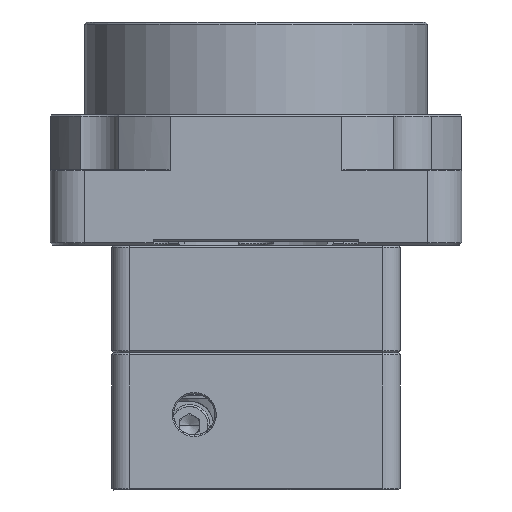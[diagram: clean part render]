
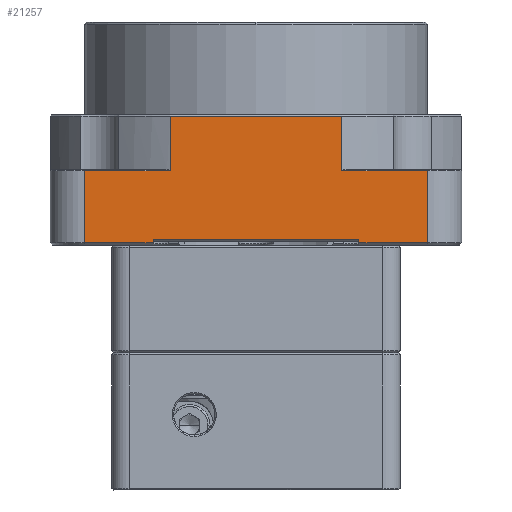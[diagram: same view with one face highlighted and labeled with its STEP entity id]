
A CAD part, left-side view. The second image highlights one B-rep face of the part: STEP entity #21257.
In plain terms, the highlighted planar face has unit normal (1, 0, 0).
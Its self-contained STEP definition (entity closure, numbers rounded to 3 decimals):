
#800=PLANE('',#51695);
#21257=ADVANCED_FACE('',(#22841),#800,.T.);
#22841=FACE_OUTER_BOUND('',#24280,.T.);
#24280=EDGE_LOOP('',(#34829,#34830,#34831,#34832,#34833,#34834,#34835,#34836,
#34837,#34838,#34839,#34840));
#25996=LINE('',#79500,#27734);
#25997=LINE('',#79502,#27735);
#25998=LINE('',#79505,#27736);
#25999=LINE('',#79507,#27737);
#26000=LINE('',#79509,#27738);
#26001=LINE('',#79511,#27739);
#26002=LINE('',#79513,#27740);
#26003=LINE('',#79515,#27741);
#26004=LINE('',#79517,#27742);
#26005=LINE('',#79519,#27743);
#26006=LINE('',#79520,#27744);
#26007=LINE('',#79522,#27745);
#27734=VECTOR('',#58817,1.);
#27735=VECTOR('',#58820,1.);
#27736=VECTOR('',#58821,1.);
#27737=VECTOR('',#58822,1.);
#27738=VECTOR('',#58823,1.);
#27739=VECTOR('',#58824,1.);
#27740=VECTOR('',#58825,1.);
#27741=VECTOR('',#58826,1.);
#27742=VECTOR('',#58827,1.);
#27743=VECTOR('',#58828,1.);
#27744=VECTOR('',#58829,1.);
#27745=VECTOR('',#58830,1.);
#34829=ORIENTED_EDGE('',*,*,#46414,.T.);
#34830=ORIENTED_EDGE('',*,*,#46415,.F.);
#34831=ORIENTED_EDGE('',*,*,#46416,.T.);
#34832=ORIENTED_EDGE('',*,*,#46417,.F.);
#34833=ORIENTED_EDGE('',*,*,#46418,.T.);
#34834=ORIENTED_EDGE('',*,*,#46419,.F.);
#34835=ORIENTED_EDGE('',*,*,#46420,.F.);
#34836=ORIENTED_EDGE('',*,*,#46421,.F.);
#34837=ORIENTED_EDGE('',*,*,#46422,.T.);
#34838=ORIENTED_EDGE('',*,*,#46413,.F.);
#34839=ORIENTED_EDGE('',*,*,#46423,.T.);
#34840=ORIENTED_EDGE('',*,*,#46424,.F.);
#41050=VERTEX_POINT('',#79497);
#41051=VERTEX_POINT('',#79499);
#41052=VERTEX_POINT('',#79503);
#41053=VERTEX_POINT('',#79504);
#41054=VERTEX_POINT('',#79506);
#41055=VERTEX_POINT('',#79508);
#41056=VERTEX_POINT('',#79510);
#41057=VERTEX_POINT('',#79512);
#41058=VERTEX_POINT('',#79514);
#41059=VERTEX_POINT('',#79516);
#41060=VERTEX_POINT('',#79518);
#41061=VERTEX_POINT('',#79521);
#46413=EDGE_CURVE('',#41051,#41050,#25996,.T.);
#46414=EDGE_CURVE('',#41052,#41053,#25997,.T.);
#46415=EDGE_CURVE('',#41054,#41053,#25998,.T.);
#46416=EDGE_CURVE('',#41054,#41055,#25999,.T.);
#46417=EDGE_CURVE('',#41056,#41055,#26000,.T.);
#46418=EDGE_CURVE('',#41056,#41057,#26001,.T.);
#46419=EDGE_CURVE('',#41058,#41057,#26002,.T.);
#46420=EDGE_CURVE('',#41059,#41058,#26003,.T.);
#46421=EDGE_CURVE('',#41060,#41059,#26004,.T.);
#46422=EDGE_CURVE('',#41060,#41050,#26005,.T.);
#46423=EDGE_CURVE('',#41051,#41061,#26006,.T.);
#46424=EDGE_CURVE('',#41052,#41061,#26007,.T.);
#51695=AXIS2_PLACEMENT_3D('',#79523,#58831,#58832);
#58817=DIRECTION('',(0.,0.,-1.));
#58820=DIRECTION('',(0.,-1.,0.));
#58821=DIRECTION('',(0.,0.,1.));
#58822=DIRECTION('',(0.,-1.,0.));
#58823=DIRECTION('',(0.,0.,1.));
#58824=DIRECTION('',(0.,1.,0.));
#58825=DIRECTION('',(0.,0.,-1.));
#58826=DIRECTION('',(0.,-1.,0.));
#58827=DIRECTION('',(0.,0.,1.));
#58828=DIRECTION('',(0.,1.,0.));
#58829=DIRECTION('',(0.,-1.,0.));
#58830=DIRECTION('',(0.,0.,-1.));
#58831=DIRECTION('',(1.,0.,0.));
#58832=DIRECTION('',(0.,1.,0.));
#79497=CARTESIAN_POINT('',(-23.56,25.,-10.7));
#79499=CARTESIAN_POINT('',(-23.56,25.,-0.2));
#79500=CARTESIAN_POINT('',(-23.56,25.,-0.2));
#79502=CARTESIAN_POINT('',(-23.56,12.5,7.8));
#79503=CARTESIAN_POINT('',(-23.56,12.5,7.8));
#79504=CARTESIAN_POINT('',(-23.56,-12.5,7.8));
#79505=CARTESIAN_POINT('',(-23.56,-12.5,-0.2));
#79506=CARTESIAN_POINT('',(-23.56,-12.5,-0.2));
#79507=CARTESIAN_POINT('',(-23.56,-12.5,-0.2));
#79508=CARTESIAN_POINT('',(-23.56,-25.,-0.2));
#79509=CARTESIAN_POINT('',(-23.56,-25.,-10.7));
#79510=CARTESIAN_POINT('',(-23.56,-25.,-10.7));
#79511=CARTESIAN_POINT('',(-23.56,-25.,-10.7));
#79512=CARTESIAN_POINT('',(-23.56,-15.,-10.7));
#79513=CARTESIAN_POINT('',(-23.56,-15.,-10.2));
#79514=CARTESIAN_POINT('',(-23.56,-15.,-10.2));
#79515=CARTESIAN_POINT('',(-23.56,15.,-10.2));
#79516=CARTESIAN_POINT('',(-23.56,15.,-10.2));
#79517=CARTESIAN_POINT('',(-23.56,15.,-10.7));
#79518=CARTESIAN_POINT('',(-23.56,15.,-10.7));
#79519=CARTESIAN_POINT('',(-23.56,15.,-10.7));
#79520=CARTESIAN_POINT('',(-23.56,25.,-0.2));
#79521=CARTESIAN_POINT('',(-23.56,12.5,-0.2));
#79522=CARTESIAN_POINT('',(-23.56,12.5,7.8));
#79523=CARTESIAN_POINT('',(-23.56,0.,-1.45));
